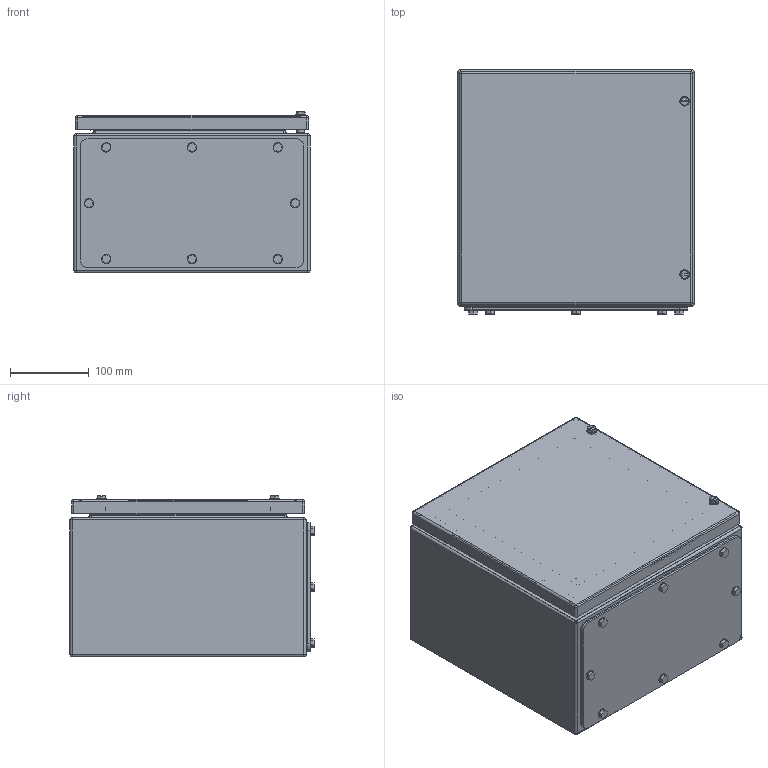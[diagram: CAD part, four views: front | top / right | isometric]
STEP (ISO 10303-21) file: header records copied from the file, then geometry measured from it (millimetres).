
FILE_DESCRIPTION(('CATIA V5 STEP Exchange','CAx-IF Rec.Pracs.--- Model Styling and Organization---1.4--- 2014-01-23'),'2;1');
FILE_NAME ('D1518386_1_8000090351_LD_8000090351_KEBI_HS_303020_S2N1_AL.stp','2022-02-16T06:43:17+00:00',('none'),('Weidmueller'),'CATIA Version 5-6 Release 2016 SP3 HF44','CATIA V5 STEP AP214','none');
FILE_SCHEMA(('AUTOMOTIVE_DESIGN { 1 0 10303 214 1 1 1 1 }'));
Length unit declared in the file: millimetre
Products named in the file (1): HS KEBI 300X300X200 1GP
Bounding box: 300 x 310 x 205.6 mm (x, y, z)
Volume: 989934.3 mm3; surface area: 1077722.4 mm2
Topology: 43 solids, 43 shells, 900 faces, 2126 edges, 1340 vertices
Faces by surface type: cylinder 410, plane 366, cone 60, sphere 24, torus 24, bspline 16
Entity records: 29087 total; most frequent: CARTESIAN_POINT 9247, ORIENTED_EDGE 4204, DIRECTION 3506, EDGE_CURVE 2102, AXIS2_PLACEMENT_3D 1509, VERTEX_POINT 1340, VECTOR 1114, LINE 1114
